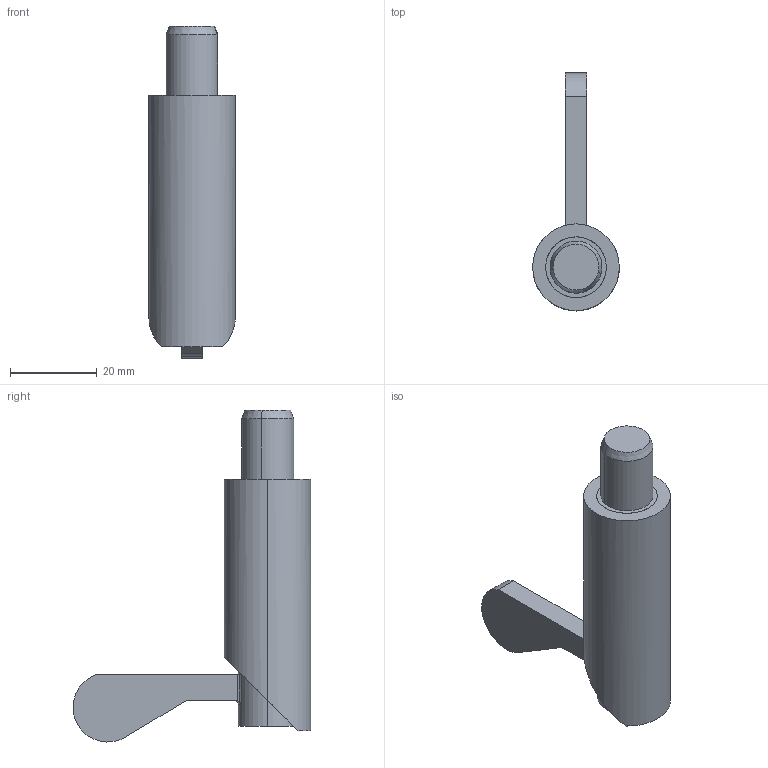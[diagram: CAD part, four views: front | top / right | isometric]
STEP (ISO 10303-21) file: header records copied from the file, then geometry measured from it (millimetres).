
FILE_DESCRIPTION((''),'2;1');
FILE_NAME('PLP12.stp','2004-02-12T09:25:07',('matthew'),(''),'Autodesk Inventor (R) 6.0','Autodesk Inventor (R) 6.0','');
FILE_SCHEMA(('AUTOMOTIVE_DESIGN { 1 0 10303 214 1 1 1 1 }'));
Length unit declared in the file: millimetre
Products named in the file (4): PLP12; PLP121; PLP122; PLP123
Assembly tree (3 placements, depth 2):
  PLP12
    PLP121
    PLP122
    PLP123
Bounding box: 20 x 54.9 x 76.58 mm (x, y, z)
Volume: 17150 mm3; surface area: 10695.6 mm2
Topology: 3 solids, 3 shells, 45 faces, 100 edges, 65 vertices
Faces by surface type: cylinder 24, plane 16, cone 4, bspline 1
Entity records: 1473 total; most frequent: CARTESIAN_POINT 327, DIRECTION 250, ORIENTED_EDGE 200, AXIS2_PLACEMENT_3D 105, EDGE_CURVE 100, VERTEX_POINT 65, EDGE_LOOP 53, CIRCLE 48
